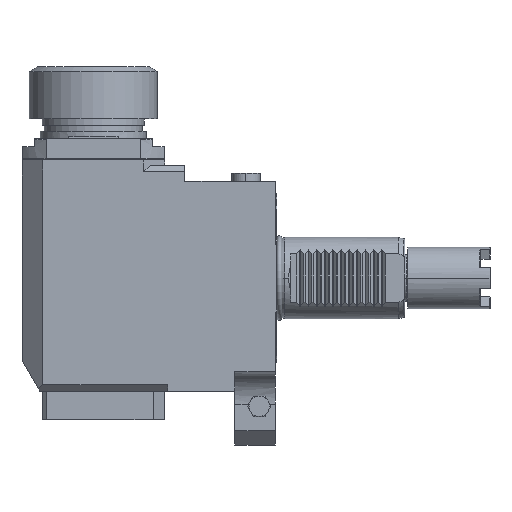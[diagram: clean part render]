
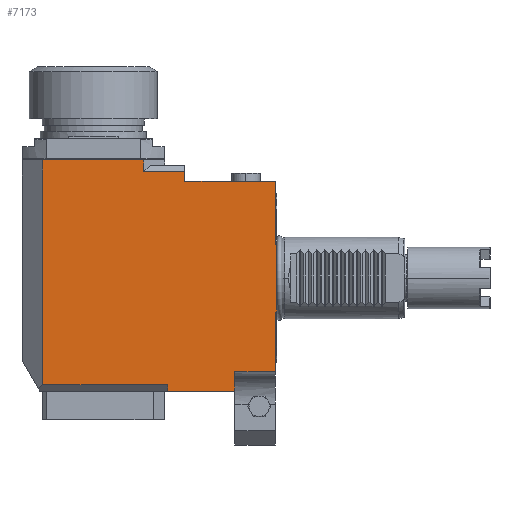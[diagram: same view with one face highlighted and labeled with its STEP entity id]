
A CAD part, front view. The second image highlights one B-rep face of the part: STEP entity #7173.
In plain terms, the highlighted planar face has unit normal (0, -1, 0).
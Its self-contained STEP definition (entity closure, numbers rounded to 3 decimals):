
#1186=DIRECTION('',(0.,0.,-1.));
#1187=VECTOR('',#1186,110.5);
#1188=CARTESIAN_POINT('',(-114.812,-38.,58.));
#1189=LINE('',#1188,#1187);
#1190=DIRECTION('',(1.,0.,0.));
#1191=VECTOR('',#1190,49.625);
#1192=CARTESIAN_POINT('',(-114.812,-38.,58.));
#1193=LINE('',#1192,#1191);
#1194=DIRECTION('',(-1.,0.,0.));
#1195=VECTOR('',#1194,20.188);
#1196=CARTESIAN_POINT('',(-45.,-38.,52.5));
#1197=LINE('',#1196,#1195);
#1198=DIRECTION('',(0.,0.,1.));
#1199=VECTOR('',#1198,30.819);
#1200=CARTESIAN_POINT('',(-0.5,-38.,16.681));
#1201=LINE('',#1200,#1199);
#1202=DIRECTION('',(-1.,0.,0.));
#1203=VECTOR('',#1202,0.5);
#1204=CARTESIAN_POINT('',(0.,-38.,16.681));
#1205=LINE('',#1204,#1203);
#1206=DIRECTION('',(0.,0.,1.));
#1207=VECTOR('',#1206,33.362);
#1208=CARTESIAN_POINT('',(0.,-38.,-16.681));
#1209=LINE('',#1208,#1207);
#1210=DIRECTION('',(-1.,0.,0.));
#1211=VECTOR('',#1210,0.5);
#1212=CARTESIAN_POINT('',(0.,-38.,-16.681));
#1213=LINE('',#1212,#1211);
#1214=DIRECTION('',(0.,0.,-1.));
#1215=VECTOR('',#1214,29.319);
#1216=CARTESIAN_POINT('',(-0.5,-38.,-16.681));
#1217=LINE('',#1216,#1215);
#1218=DIRECTION('',(1.,0.,0.));
#1219=VECTOR('',#1218,20.);
#1220=CARTESIAN_POINT('',(-20.5,-38.,-46.));
#1221=LINE('',#1220,#1219);
#1222=DIRECTION('',(0.,0.,1.));
#1223=VECTOR('',#1222,9.5);
#1224=CARTESIAN_POINT('',(-20.5,-38.,-55.5));
#1225=LINE('',#1224,#1223);
#1226=DIRECTION('',(-1.,0.,0.));
#1227=VECTOR('',#1226,33.);
#1228=CARTESIAN_POINT('',(-20.5,-38.,-55.5));
#1229=LINE('',#1228,#1227);
#1234=DIRECTION('',(0.,0.,-1.));
#1235=VECTOR('',#1234,3.);
#1236=CARTESIAN_POINT('',(-53.5,-38.,-52.5));
#1237=LINE('',#1236,#1235);
#1254=DIRECTION('',(1.,0.,0.));
#1255=VECTOR('',#1254,61.312);
#1256=CARTESIAN_POINT('',(-114.812,-38.,-52.5));
#1257=LINE('',#1256,#1255);
#1394=DIRECTION('',(-1.,0.,0.));
#1395=VECTOR('',#1394,44.5);
#1396=CARTESIAN_POINT('',(-0.5,-38.,47.5));
#1397=LINE('',#1396,#1395);
#1408=DIRECTION('',(0.,0.,-1.));
#1409=VECTOR('',#1408,5.);
#1410=CARTESIAN_POINT('',(-45.,-38.,52.5));
#1411=LINE('',#1410,#1409);
#1498=DIRECTION('',(0.,0.,1.));
#1499=VECTOR('',#1498,5.5);
#1500=CARTESIAN_POINT('',(-65.188,-38.,52.5));
#1501=LINE('',#1500,#1499);
#5282=CARTESIAN_POINT('',(-0.5,-38.,47.5));
#5284=VERTEX_POINT('',#5282);
#5294=CARTESIAN_POINT('',(-0.5,-38.,16.681));
#5295=VERTEX_POINT('',#5294);
#5296=CARTESIAN_POINT('',(0.,-38.,-16.681));
#5297=CARTESIAN_POINT('',(-0.5,-38.,-16.681));
#5298=VERTEX_POINT('',#5296);
#5299=VERTEX_POINT('',#5297);
#5300=CARTESIAN_POINT('',(0.,-38.,16.681));
#5301=VERTEX_POINT('',#5300);
#5317=CARTESIAN_POINT('',(-20.5,-38.,-55.5));
#5319=VERTEX_POINT('',#5317);
#5320=CARTESIAN_POINT('',(-20.5,-38.,-46.));
#5321=VERTEX_POINT('',#5320);
#5376=CARTESIAN_POINT('',(-0.5,-38.,-46.));
#5377=VERTEX_POINT('',#5376);
#5388=CARTESIAN_POINT('',(-53.5,-38.,-55.5));
#5389=VERTEX_POINT('',#5388);
#5394=CARTESIAN_POINT('',(-114.812,-38.,58.));
#5396=VERTEX_POINT('',#5394);
#5406=CARTESIAN_POINT('',(-114.812,-38.,-52.5));
#5407=VERTEX_POINT('',#5406);
#5424=CARTESIAN_POINT('',(-65.188,-38.,58.));
#5425=VERTEX_POINT('',#5424);
#5438=CARTESIAN_POINT('',(-45.,-38.,52.5));
#5439=VERTEX_POINT('',#5438);
#5440=CARTESIAN_POINT('',(-65.188,-38.,52.5));
#5441=VERTEX_POINT('',#5440);
#5443=CARTESIAN_POINT('',(-53.5,-38.,-52.5));
#5445=VERTEX_POINT('',#5443);
#5450=CARTESIAN_POINT('',(-45.,-38.,47.5));
#5452=VERTEX_POINT('',#5450);
#7136=CARTESIAN_POINT('',(-53.5,-38.,-55.5));
#7137=DIRECTION('',(0.,-1.,0.));
#7138=DIRECTION('',(0.,0.,1.));
#7139=AXIS2_PLACEMENT_3D('',#7136,#7137,#7138);
#7140=PLANE('',#7139);
#7142=ORIENTED_EDGE('',*,*,#7141,.F.);
#7144=ORIENTED_EDGE('',*,*,#7143,.F.);
#7146=ORIENTED_EDGE('',*,*,#7145,.F.);
#7148=ORIENTED_EDGE('',*,*,#7147,.T.);
#7150=ORIENTED_EDGE('',*,*,#7149,.F.);
#7152=ORIENTED_EDGE('',*,*,#7151,.F.);
#7154=ORIENTED_EDGE('',*,*,#7153,.T.);
#7156=ORIENTED_EDGE('',*,*,#7155,.F.);
#7158=ORIENTED_EDGE('',*,*,#7157,.F.);
#7159=ORIENTED_EDGE('',*,*,#7127,.F.);
#7160=ORIENTED_EDGE('',*,*,#7112,.F.);
#7162=ORIENTED_EDGE('',*,*,#7161,.T.);
#7164=ORIENTED_EDGE('',*,*,#7163,.T.);
#7166=ORIENTED_EDGE('',*,*,#7165,.F.);
#7168=ORIENTED_EDGE('',*,*,#7167,.F.);
#7170=ORIENTED_EDGE('',*,*,#7169,.T.);
#7171=EDGE_LOOP('',(#7142,#7144,#7146,#7148,#7150,#7152,#7154,#7156,#7158,#7159,
#7160,#7162,#7164,#7166,#7168,#7170));
#7172=FACE_OUTER_BOUND('',#7171,.F.);
#7173=ADVANCED_FACE('',(#7172),#7140,.T.);
#7112=EDGE_CURVE('',#5298,#5301,#1209,.T.);
#7127=EDGE_CURVE('',#5301,#5295,#1205,.T.);
#7141=EDGE_CURVE('',#5445,#5389,#1237,.T.);
#7143=EDGE_CURVE('',#5407,#5445,#1257,.T.);
#7145=EDGE_CURVE('',#5396,#5407,#1189,.T.);
#7147=EDGE_CURVE('',#5396,#5425,#1193,.T.);
#7149=EDGE_CURVE('',#5441,#5425,#1501,.T.);
#7151=EDGE_CURVE('',#5439,#5441,#1197,.T.);
#7153=EDGE_CURVE('',#5439,#5452,#1411,.T.);
#7155=EDGE_CURVE('',#5284,#5452,#1397,.T.);
#7157=EDGE_CURVE('',#5295,#5284,#1201,.T.);
#7161=EDGE_CURVE('',#5298,#5299,#1213,.T.);
#7163=EDGE_CURVE('',#5299,#5377,#1217,.T.);
#7165=EDGE_CURVE('',#5321,#5377,#1221,.T.);
#7167=EDGE_CURVE('',#5319,#5321,#1225,.T.);
#7169=EDGE_CURVE('',#5319,#5389,#1229,.T.);
